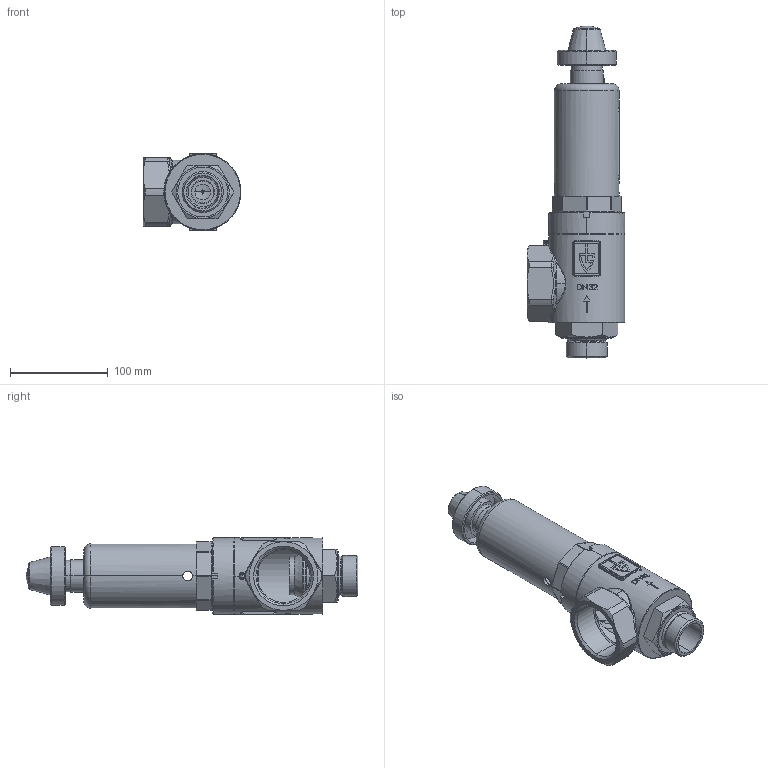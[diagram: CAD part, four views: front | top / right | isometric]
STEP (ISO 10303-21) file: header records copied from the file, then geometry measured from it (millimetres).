
FILE_DESCRIPTION (( 'STEP AP214' ), '1' );
FILE_NAME ('451bXK-32-m+f-32+50.STEP', '2016-02-15T12:14:05', ( '' ), ( '' ), 'SwSTEP 2.0', 'SolidWorks 2014', '' );
FILE_SCHEMA (( 'AUTOMOTIVE_DESIGN' ));
Length unit declared in the file: millimetre
Products named in the file (1): 451bXK-32-m+f-32+50
Bounding box: 100 x 339 x 79 mm (x, y, z)
Volume: 402423.4 mm3; surface area: 181699.4 mm2
Topology: 7 solids, 7 shells, 701 faces, 1745 edges, 1093 vertices
Faces by surface type: plane 247, cylinder 192, bspline 102, cone 89, torus 57, sphere 14
Entity records: 34690 total; most frequent: CARTESIAN_POINT 10912, ORIENTED_EDGE 3490, DIRECTION 3145, EDGE_CURVE 1745, AXIS2_PLACEMENT_3D 1218, VERTEX_POINT 1093, EDGE_LOOP 756, UNCERTAINTY_MEASURE_WITH_UNIT 710
